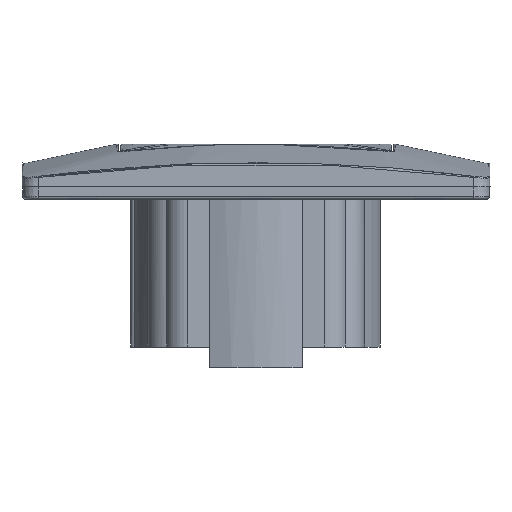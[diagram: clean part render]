
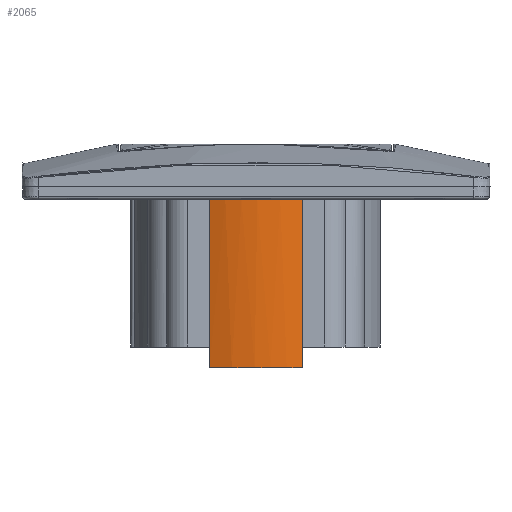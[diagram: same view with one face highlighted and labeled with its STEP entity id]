
A CAD part, left-side view. The second image highlights one B-rep face of the part: STEP entity #2065.
In plain terms, the highlighted cylindrical face has radius 25 mm (diameter 50 mm), a partial arc.
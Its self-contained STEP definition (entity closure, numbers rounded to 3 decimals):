
#746 = ORIENTED_EDGE ( 'NONE', *, *, #11611, .T. ) ;
#1830 = CARTESIAN_POINT ( 'NONE',  ( -24.246, 8.541, -31. ) ) ;
#2065 = ADVANCED_FACE ( 'NONE', ( #17462 ), #16057, .T. ) ;
#2854 = B_SPLINE_CURVE_WITH_KNOTS ( 'NONE', 3,
 ( #14687, #8971, #7092, #14876 ),
 .UNSPECIFIED., .F., .F.,
 ( 4, 4 ),
 ( 0., 1. ),
 .UNSPECIFIED. ) ;
#3445 = CARTESIAN_POINT ( 'NONE',  ( -24.246, -8.541, 0. ) ) ;
#4410 = CARTESIAN_POINT ( 'NONE',  ( -24.246, 8.541, -20.667 ) ) ;
#5348 = VERTEX_POINT ( 'NONE', #10895 ) ;
#5597 = AXIS2_PLACEMENT_3D ( 'NONE', #14489, #11532, #11432 ) ;
#5960 = B_SPLINE_CURVE_WITH_KNOTS ( 'NONE', 3,
 ( #15787, #9997, #12935, #17601, #18773, #7124 ),
 .UNSPECIFIED., .F., .F.,
 ( 4, 2, 4 ),
 ( 0., 0.5, 1. ),
 .UNSPECIFIED. ) ;
#6084 = B_SPLINE_CURVE_WITH_KNOTS ( 'NONE', 3,
 ( #16612, #17912, #4410, #16415 ),
 .UNSPECIFIED., .F., .F.,
 ( 4, 4 ),
 ( 0., 1. ),
 .UNSPECIFIED. ) ;
#6938 = EDGE_CURVE ( 'NONE', #8031, #5348, #17731, .T. ) ;
#7092 = CARTESIAN_POINT ( 'NONE',  ( -24.246, -8.541, -10.333 ) ) ;
#7124 = CARTESIAN_POINT ( 'NONE',  ( -24.246, 8.541, 0. ) ) ;
#7434 = EDGE_CURVE ( 'NONE', #16248, #18852, #5960, .T. ) ;
#8031 = VERTEX_POINT ( 'NONE', #1830 ) ;
#8688 = CARTESIAN_POINT ( 'NONE',  ( -24.246, 8.541, 0. ) ) ;
#8867 = CARTESIAN_POINT ( 'NONE',  ( -24.246, 8.541, -31. ) ) ;
#8971 = CARTESIAN_POINT ( 'NONE',  ( -24.246, -8.541, -20.667 ) ) ;
#9170 = CARTESIAN_POINT ( 'NONE',  ( -25.75, 2.906, -31. ) ) ;
#9997 = CARTESIAN_POINT ( 'NONE',  ( -25.238, -5.81, 0. ) ) ;
#10317 = ORIENTED_EDGE ( 'NONE', *, *, #7434, .T. ) ;
#10895 = CARTESIAN_POINT ( 'NONE',  ( -24.246, -8.541, -31. ) ) ;
#11040 = EDGE_LOOP ( 'NONE', ( #17704, #12077, #10317, #746 ) ) ;
#11432 = DIRECTION ( 'NONE',  ( -0.94, -0.342, 0. ) ) ;
#11532 = DIRECTION ( 'NONE',  ( 0., 0., -1. ) ) ;
#11611 = EDGE_CURVE ( 'NONE', #18852, #8031, #6084, .T. ) ;
#12077 = ORIENTED_EDGE ( 'NONE', *, *, #13984, .T. ) ;
#12935 = CARTESIAN_POINT ( 'NONE',  ( -25.75, -2.906, 0. ) ) ;
#13288 = CARTESIAN_POINT ( 'NONE',  ( -25.238, -5.81, -31. ) ) ;
#13392 = CARTESIAN_POINT ( 'NONE',  ( -24.246, -8.541, -31. ) ) ;
#13984 = EDGE_CURVE ( 'NONE', #5348, #16248, #2854, .T. ) ;
#14489 = CARTESIAN_POINT ( 'NONE',  ( -0.75, 0., 2.35 ) ) ;
#14687 = CARTESIAN_POINT ( 'NONE',  ( -24.246, -8.541, -31. ) ) ;
#14876 = CARTESIAN_POINT ( 'NONE',  ( -24.246, -8.541, 0. ) ) ;
#15787 = CARTESIAN_POINT ( 'NONE',  ( -24.246, -8.541, 0. ) ) ;
#16057 = CYLINDRICAL_SURFACE ( 'NONE', #5597, 25. ) ;
#16248 = VERTEX_POINT ( 'NONE', #3445 ) ;
#16415 = CARTESIAN_POINT ( 'NONE',  ( -24.246, 8.541, -31. ) ) ;
#16612 = CARTESIAN_POINT ( 'NONE',  ( -24.246, 8.541, 0. ) ) ;
#17462 = FACE_OUTER_BOUND ( 'NONE', #11040, .T. ) ;
#17601 = CARTESIAN_POINT ( 'NONE',  ( -25.75, 2.906, 0. ) ) ;
#17704 = ORIENTED_EDGE ( 'NONE', *, *, #6938, .T. ) ;
#17731 = B_SPLINE_CURVE_WITH_KNOTS ( 'NONE', 3,
 ( #8867, #18043, #9170, #19516, #13288, #13392 ),
 .UNSPECIFIED., .F., .F.,
 ( 4, 2, 4 ),
 ( 0., 0.5, 1. ),
 .UNSPECIFIED. ) ;
#17912 = CARTESIAN_POINT ( 'NONE',  ( -24.246, 8.541, -10.333 ) ) ;
#18043 = CARTESIAN_POINT ( 'NONE',  ( -25.238, 5.81, -31. ) ) ;
#18773 = CARTESIAN_POINT ( 'NONE',  ( -25.238, 5.81, 0. ) ) ;
#18852 = VERTEX_POINT ( 'NONE', #8688 ) ;
#19516 = CARTESIAN_POINT ( 'NONE',  ( -25.75, -2.906, -31. ) ) ;
